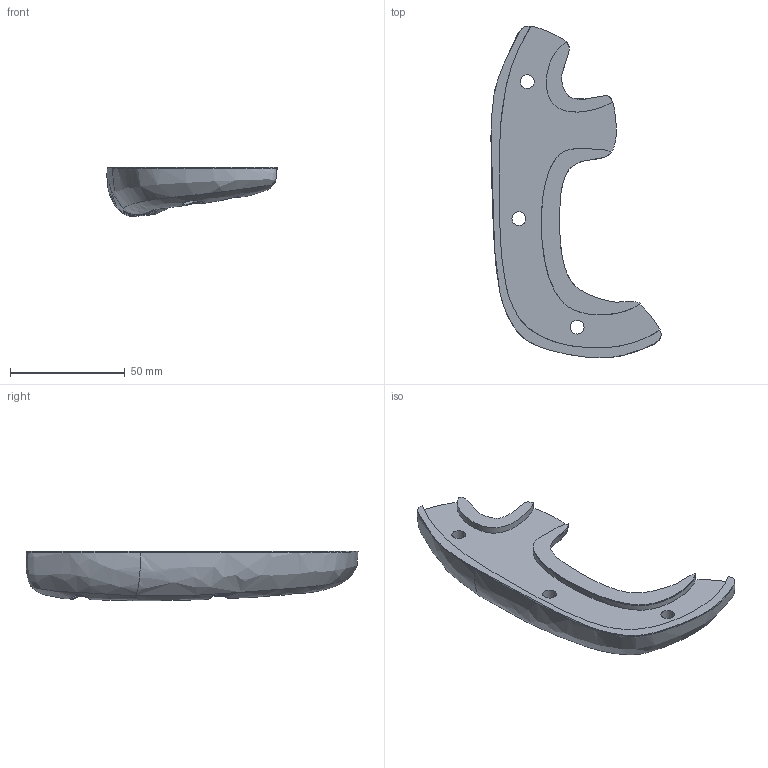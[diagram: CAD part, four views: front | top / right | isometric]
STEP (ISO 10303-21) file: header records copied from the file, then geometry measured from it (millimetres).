
FILE_DESCRIPTION(/* description */ (''),/* implementation_level */ '2;1');
FILE_NAME(/* name */ 'Left Grip Back.step',/* time_stamp */ '2020-07-19T21:47:04-05:00',/* author */ (''),/* organization */ (''),/* preprocessor_version */ 'ST-DEVELOPER v18.1',/* originating_system */ 'Autodesk Translation Framework v9.3.0.1241',/* authorisation */ '');
FILE_SCHEMA (('AUTOMOTIVE_DESIGN { 1 0 10303 214 3 1 1 }'));
Length unit declared in the file: millimetre
Products named in the file (1): Left Grip Back
Bounding box: 74.28 x 144.78 x 21.55 mm (x, y, z)
Volume: 61725.4 mm3; surface area: 17635.2 mm2
Topology: 1 solids, 1 shells, 75 faces, 229 edges, 159 vertices
Faces by surface type: bspline 45, plane 27, cylinder 3
Full cylindrical faces by diameter (mm): 6 x3
Entity records: 8178 total; most frequent: CARTESIAN_POINT 6522, ORIENTED_EDGE 458, EDGE_CURVE 229, B_SPLINE_CURVE_WITH_KNOTS 162, VERTEX_POINT 159, DIRECTION 132, EDGE_LOOP 84, FACE_OUTER_BOUND 75
